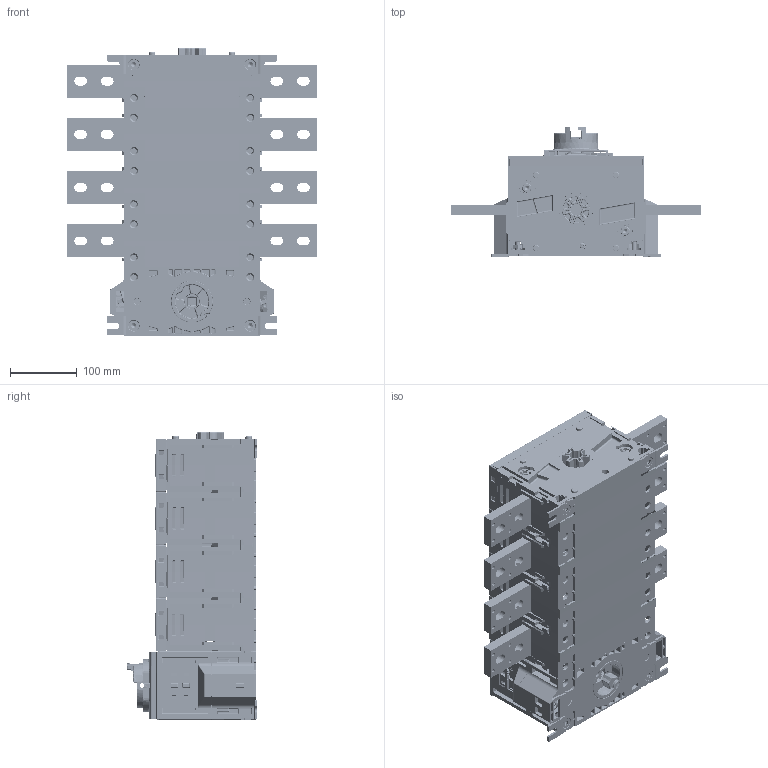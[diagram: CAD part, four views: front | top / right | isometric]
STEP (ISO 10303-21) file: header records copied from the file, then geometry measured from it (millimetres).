
FILE_DESCRIPTION(/* description */ (''),/* implementation_level */ '2;1');
FILE_NAME(/* name */ 'FILE_STP_CAD_DRAWING_3D_GL10001T4C1-2000T4C1_prt.stp',/* time_stamp */ '2025-04-14T15:27:28+02:00',/* author */ (''),/* organization */ (''),/* preprocessor_version */ 'ST-DEVELOPER v16.7',/* originating_system */ 'SIEMENS PLM Software NX 12.0',/* authorisation */ '');
FILE_SCHEMA (('AUTOMOTIVE_DESIGN { 1 0 10303 214 3 1 1 1 }'));
Products named in the file (1): 3D_GL10001T4C1-2000T4C1
Bounding box: 375 x 194.46 x 431.85 mm (x, y, z)
Surface area: 925860.2 mm2 (no closed solid volume)
Topology: 0 solids, 440 shells, 5579 faces, 20806 edges, 15153 vertices
Faces by surface type: plane 2319, cylinder 1648, bspline 805, sphere 334, cone 269, torus 204
Full cylindrical faces by diameter (mm): 5 x20, 5.5 x32, 7.76 x2, 8.5 x2, 10 x3
Entity records: 251908 total; most frequent: CARTESIAN_POINT 82170, DIRECTION 33811, ORIENTED_EDGE 30788, EDGE_CURVE 20284, VERTEX_POINT 15116, LINE 11501, VECTOR 11501, AXIS2_PLACEMENT_3D 11155
